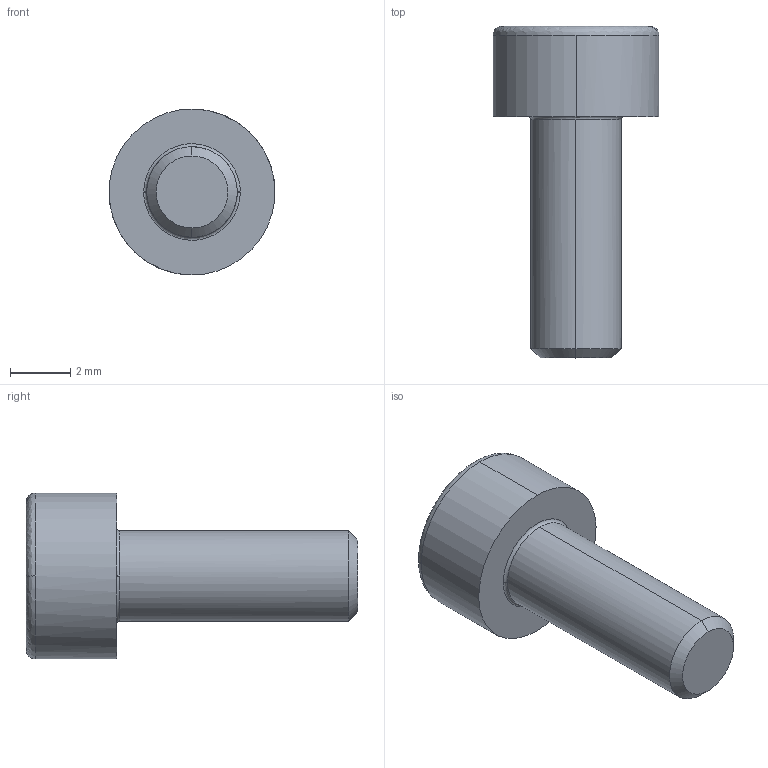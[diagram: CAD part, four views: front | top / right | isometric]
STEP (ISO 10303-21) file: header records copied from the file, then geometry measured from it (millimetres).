
FILE_DESCRIPTION(('FreeCAD Model'),'2;1');
FILE_NAME('DIN 912 - M3 x 0,5 x 8 x 6,077.stp','2016-01-27T22:41:03',('FreeCAD'),('FreeCAD'), 'Open CASCADE STEP processor 6.8','FreeCAD','Unknown');
FILE_SCHEMA(('AUTOMOTIVE_DESIGN_CC2 { 1 2 10303 214 -1 1 5 4 }'));
Length unit declared in the file: millimetre
Products named in the file (1): Open CASCADE STEP translator 6.8 298
Bounding box: 5.5 x 11 x 5.5 mm (x, y, z)
Volume: 118.3 mm3; surface area: 183.3 mm2
Topology: 1 solids, 1 shells, 21 faces, 56 edges, 37 vertices
Faces by surface type: bspline 12, plane 9
Entity records: 2874 total; most frequent: CARTESIAN_POINT 2177, ORIENTED_EDGE 108, PCURVE 108, DEFINITIONAL_REPRESENTATION 108, B_SPLINE_CURVE_WITH_KNOTS 108, EDGE_CURVE 54, SURFACE_CURVE 54, VERTEX_POINT 37
